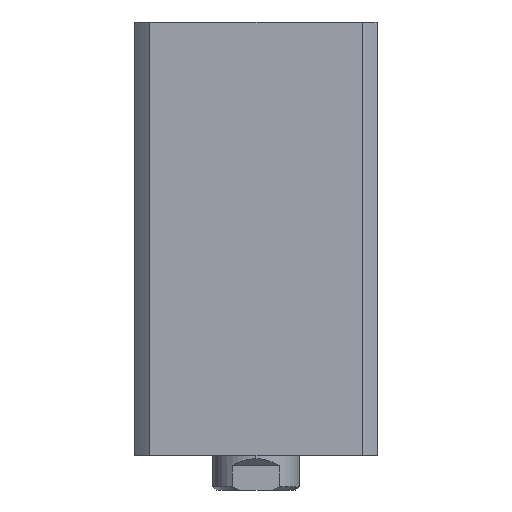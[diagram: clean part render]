
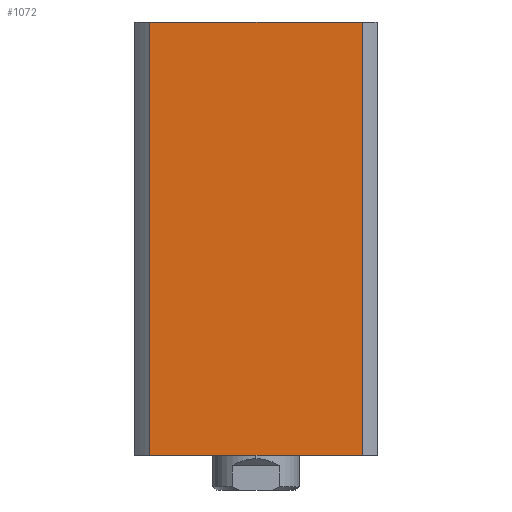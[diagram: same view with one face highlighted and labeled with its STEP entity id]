
A CAD part, left-side view. The second image highlights one B-rep face of the part: STEP entity #1072.
In plain terms, the highlighted planar face has unit normal (-1, 0, 0).
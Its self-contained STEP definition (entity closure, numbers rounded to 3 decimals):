
#207 = DIRECTION ( 'NONE',  ( 0., -1., 0. ) ) ;
#211 = DIRECTION ( 'NONE',  ( 0., 0., -1. ) ) ;
#212 = CARTESIAN_POINT ( 'NONE',  ( -35., 0., 125. ) ) ;
#216 = CARTESIAN_POINT ( 'NONE',  ( -35., -30.615, 125. ) ) ;
#217 = DIRECTION ( 'NONE',  ( 0., 0., -1. ) ) ;
#218 = CARTESIAN_POINT ( 'NONE',  ( -35., 0., 0. ) ) ;
#219 = CARTESIAN_POINT ( 'NONE',  ( -35., 30.615, 125. ) ) ;
#220 = DIRECTION ( 'NONE',  ( 0., -1., 0. ) ) ;
#727 = VERTEX_POINT ( 'NONE', #1185 ) ;
#772 = VERTEX_POINT ( 'NONE', #1326 ) ;
#791 = VERTEX_POINT ( 'NONE', #1325 ) ;
#831 = VERTEX_POINT ( 'NONE', #1166 ) ;
#1072 = ADVANCED_FACE ( 'NONE', ( #2367 ), #1268, .F. ) ;
#1166 = CARTESIAN_POINT ( 'NONE',  ( -35., 30.615, 125. ) ) ;
#1185 = CARTESIAN_POINT ( 'NONE',  ( -35., 30.615, 0. ) ) ;
#1242 = DIRECTION ( 'NONE',  ( 0., 0., -1. ) ) ;
#1246 = DIRECTION ( 'NONE',  ( 1., 0., 0. ) ) ;
#1268 = PLANE ( 'NONE',  #1885 ) ;
#1315 = CARTESIAN_POINT ( 'NONE',  ( -35., 0., 125. ) ) ;
#1325 = CARTESIAN_POINT ( 'NONE',  ( -35., -30.615, 0. ) ) ;
#1326 = CARTESIAN_POINT ( 'NONE',  ( -35., -30.615, 125. ) ) ;
#1719 = EDGE_CURVE ( 'NONE', #831, #772, #2734, .T. ) ;
#1720 = EDGE_CURVE ( 'NONE', #772, #791, #2740, .T. ) ;
#1721 = EDGE_CURVE ( 'NONE', #727, #791, #2742, .T. ) ;
#1723 = EDGE_CURVE ( 'NONE', #831, #727, #2746, .T. ) ;
#1885 = AXIS2_PLACEMENT_3D ( 'NONE', #1315, #1246, #1242 ) ;
#2272 = EDGE_LOOP ( 'NONE', ( #3393, #3392, #3391, #3372 ) ) ;
#2367 = FACE_OUTER_BOUND ( 'NONE', #2272, .T. ) ;
#2734 = LINE ( 'NONE', #212, #2741 ) ;
#2740 = LINE ( 'NONE', #216, #2743 ) ;
#2741 = VECTOR ( 'NONE', #207, 1000. ) ;
#2742 = LINE ( 'NONE', #218, #2745 ) ;
#2743 = VECTOR ( 'NONE', #217, 1000. ) ;
#2745 = VECTOR ( 'NONE', #220, 1000. ) ;
#2746 = LINE ( 'NONE', #219, #2748 ) ;
#2748 = VECTOR ( 'NONE', #211, 1000. ) ;
#3372 = ORIENTED_EDGE ( 'NONE', *, *, #1723, .T. ) ;
#3391 = ORIENTED_EDGE ( 'NONE', *, *, #1719, .F. ) ;
#3392 = ORIENTED_EDGE ( 'NONE', *, *, #1720, .F. ) ;
#3393 = ORIENTED_EDGE ( 'NONE', *, *, #1721, .T. ) ;
